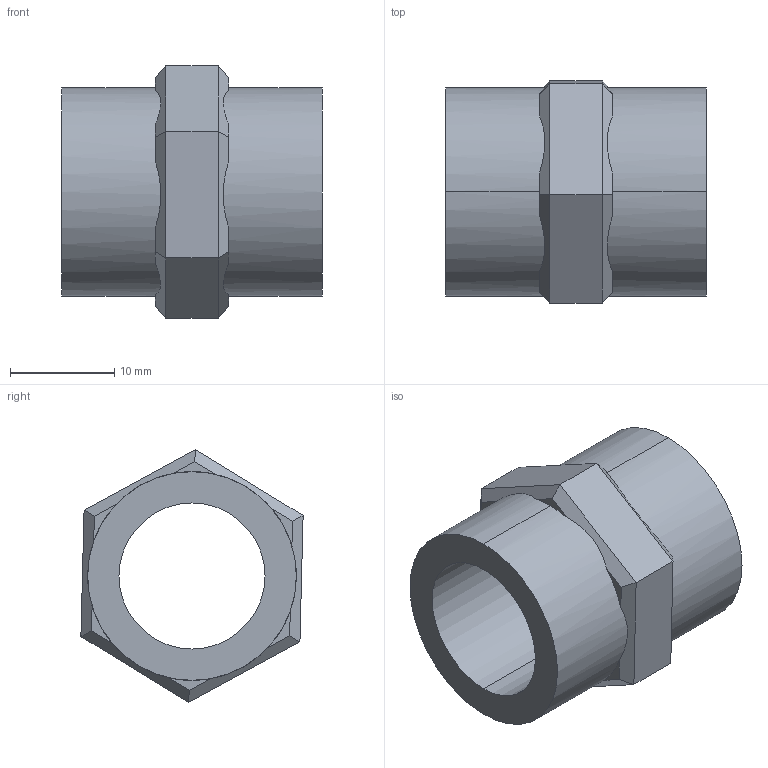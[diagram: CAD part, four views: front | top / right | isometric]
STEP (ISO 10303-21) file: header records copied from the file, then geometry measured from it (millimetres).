
FILE_DESCRIPTION (( 'STEP AP214' ), '1' );
FILE_NAME ('7_Racor.STEP', '2020-08-07T19:56:39', ( '' ), ( '' ), 'SwSTEP 2.0', 'SolidWorks 2020', '' );
FILE_SCHEMA (( 'AUTOMOTIVE_DESIGN' ));
Length unit declared in the file: millimetre
Products named in the file (1): 7_Racor
Bounding box: 25 x 21.3 x 24.24 mm (x, y, z)
Volume: 4414.4 mm3; surface area: 3122.6 mm2
Topology: 1 solids, 1 shells, 38 faces, 96 edges, 60 vertices
Faces by surface type: plane 32, cylinder 6
Entity records: 1188 total; most frequent: CARTESIAN_POINT 231, ORIENTED_EDGE 192, DIRECTION 186, EDGE_CURVE 96, AXIS2_PLACEMENT_3D 63, VERTEX_POINT 60, VECTOR 60, LINE 60
